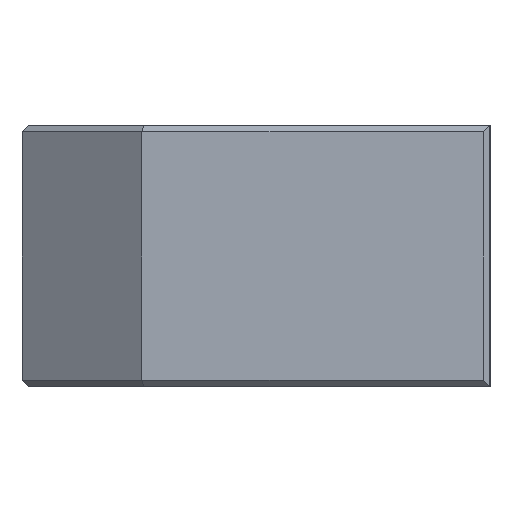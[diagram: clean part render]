
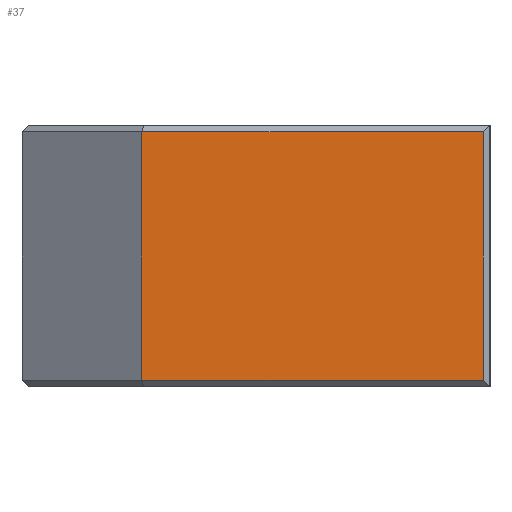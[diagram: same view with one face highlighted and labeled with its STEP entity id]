
A CAD part, left-side view. The second image highlights one B-rep face of the part: STEP entity #37.
In plain terms, the highlighted planar face has unit normal (-1, 0, 0).
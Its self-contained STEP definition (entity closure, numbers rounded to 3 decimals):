
#37=ADVANCED_FACE('',(#70),#54,.T.);
#54=PLANE('',#320);
#70=FACE_OUTER_BOUND('',#87,.T.);
#87=EDGE_LOOP('',(#104,#105,#106,#107));
#104=ORIENTED_EDGE('',*,*,#206,.T.);
#105=ORIENTED_EDGE('',*,*,#207,.T.);
#106=ORIENTED_EDGE('',*,*,#208,.T.);
#107=ORIENTED_EDGE('',*,*,#209,.T.);
#182=VERTEX_POINT('',#418);
#183=VERTEX_POINT('',#419);
#184=VERTEX_POINT('',#421);
#185=VERTEX_POINT('',#423);
#206=EDGE_CURVE('',#182,#183,#245,.T.);
#207=EDGE_CURVE('',#183,#184,#246,.T.);
#208=EDGE_CURVE('',#184,#185,#247,.T.);
#209=EDGE_CURVE('',#185,#182,#248,.T.);
#245=LINE('',#417,#282);
#246=LINE('',#420,#283);
#247=LINE('',#422,#284);
#248=LINE('',#424,#285);
#282=VECTOR('',#341,1.);
#283=VECTOR('',#342,1.);
#284=VECTOR('',#343,1.);
#285=VECTOR('',#344,1.);
#320=AXIS2_PLACEMENT_3D('',#425,#345,#346);
#341=DIRECTION('',(0.,0.,-1.));
#342=DIRECTION('',(0.,-1.,0.));
#343=DIRECTION('',(0.,0.,1.));
#344=DIRECTION('',(0.,1.,0.));
#345=DIRECTION('',(-1.,0.,0.));
#346=DIRECTION('',(0.,0.,1.));
#417=CARTESIAN_POINT('',(0.,16.,0.));
#418=CARTESIAN_POINT('',(0.,16.,-0.3));
#419=CARTESIAN_POINT('',(0.,16.,-11.7));
#420=CARTESIAN_POINT('',(0.,21.5,-11.7));
#421=CARTESIAN_POINT('',(0.,0.3,-11.7));
#422=CARTESIAN_POINT('',(0.,0.3,-12.));
#423=CARTESIAN_POINT('',(0.,0.3,-0.3));
#424=CARTESIAN_POINT('',(0.,16.,-0.3));
#425=CARTESIAN_POINT('',(0.,21.5,-12.));
